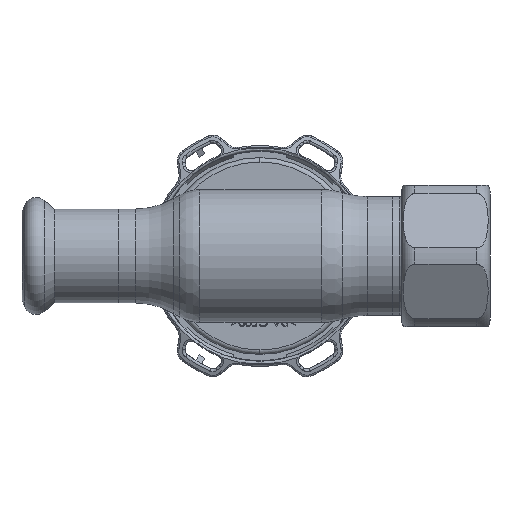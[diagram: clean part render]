
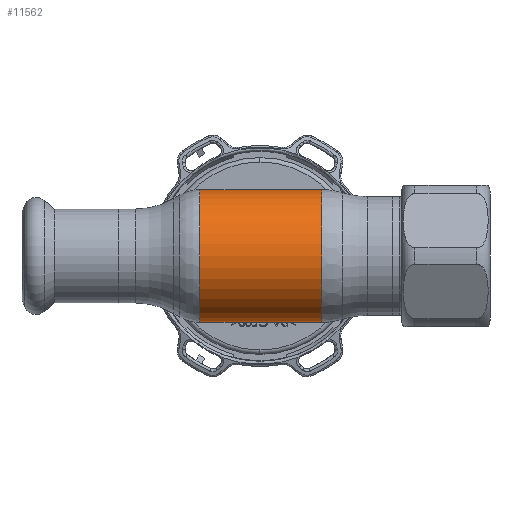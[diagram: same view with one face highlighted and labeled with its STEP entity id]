
A CAD part, front view. The second image highlights one B-rep face of the part: STEP entity #11562.
In plain terms, the highlighted cylindrical face has radius 15 mm (diameter 30 mm), a partial arc.
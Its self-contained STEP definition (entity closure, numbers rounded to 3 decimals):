
#113 = DIRECTION ( 'NONE',  ( -1., 0., 0. ) ) ;
#1082 = DIRECTION ( 'NONE',  ( -1., 0., 0. ) ) ;
#3274 = VERTEX_POINT ( 'NONE', #7512 ) ;
#3379 = CYLINDRICAL_SURFACE ( 'NONE', #35359, 15. ) ;
#4080 = EDGE_CURVE ( 'NONE', #18001, #6415, #19981, .T. ) ;
#4293 = DIRECTION ( 'NONE',  ( 0., 0., 1. ) ) ;
#6415 = VERTEX_POINT ( 'NONE', #12124 ) ;
#7512 = CARTESIAN_POINT ( 'NONE',  ( 13.909, 0., 15. ) ) ;
#7913 = CIRCLE ( 'NONE', #27933, 15. ) ;
#9583 = CARTESIAN_POINT ( 'NONE',  ( -13.588, 0., 15. ) ) ;
#10212 = CARTESIAN_POINT ( 'NONE',  ( 13.909, 0., -15. ) ) ;
#10824 = DIRECTION ( 'NONE',  ( 0., 0., 1. ) ) ;
#11114 = LINE ( 'NONE', #16715, #26762 ) ;
#11562 = ADVANCED_FACE ( 'NONE', ( #16834 ), #3379, .T. ) ;
#12124 = CARTESIAN_POINT ( 'NONE',  ( -13.588, 0., -15. ) ) ;
#13269 = CARTESIAN_POINT ( 'NONE',  ( 13.909, 0., 0. ) ) ;
#14206 = DIRECTION ( 'NONE',  ( -1., 0., 0. ) ) ;
#14505 = VERTEX_POINT ( 'NONE', #9583 ) ;
#14771 = DIRECTION ( 'NONE',  ( 0., 0., 1. ) ) ;
#16715 = CARTESIAN_POINT ( 'NONE',  ( -62.69, 0., 15. ) ) ;
#16834 = FACE_OUTER_BOUND ( 'NONE', #18492, .T. ) ;
#18001 = VERTEX_POINT ( 'NONE', #10212 ) ;
#18081 = CIRCLE ( 'NONE', #34092, 15. ) ;
#18492 = EDGE_LOOP ( 'NONE', ( #24448, #22113, #26095, #23396 ) ) ;
#19317 = EDGE_CURVE ( 'NONE', #6415, #14505, #18081, .T. ) ;
#19981 = LINE ( 'NONE', #28022, #28785 ) ;
#20561 = CARTESIAN_POINT ( 'NONE',  ( -13.588, 0., 0. ) ) ;
#20665 = EDGE_CURVE ( 'NONE', #3274, #14505, #11114, .T. ) ;
#22113 = ORIENTED_EDGE ( 'NONE', *, *, #22355, .T. ) ;
#22355 = EDGE_CURVE ( 'NONE', #18001, #3274, #7913, .T. ) ;
#23396 = ORIENTED_EDGE ( 'NONE', *, *, #19317, .F. ) ;
#24448 = ORIENTED_EDGE ( 'NONE', *, *, #4080, .F. ) ;
#24787 = DIRECTION ( 'NONE',  ( -1., 0., 0. ) ) ;
#26095 = ORIENTED_EDGE ( 'NONE', *, *, #20665, .T. ) ;
#26762 = VECTOR ( 'NONE', #24787, 1000. ) ;
#27933 = AXIS2_PLACEMENT_3D ( 'NONE', #13269, #34138, #14771 ) ;
#28022 = CARTESIAN_POINT ( 'NONE',  ( -62.69, 0., -15. ) ) ;
#28785 = VECTOR ( 'NONE', #14206, 1000. ) ;
#34028 = CARTESIAN_POINT ( 'NONE',  ( -62.69, 0., 0. ) ) ;
#34092 = AXIS2_PLACEMENT_3D ( 'NONE', #20561, #113, #10824 ) ;
#34138 = DIRECTION ( 'NONE',  ( -1., 0., 0. ) ) ;
#35359 = AXIS2_PLACEMENT_3D ( 'NONE', #34028, #1082, #4293 ) ;
